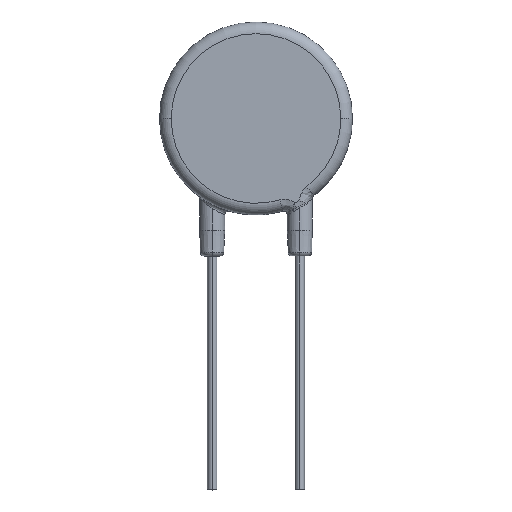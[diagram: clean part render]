
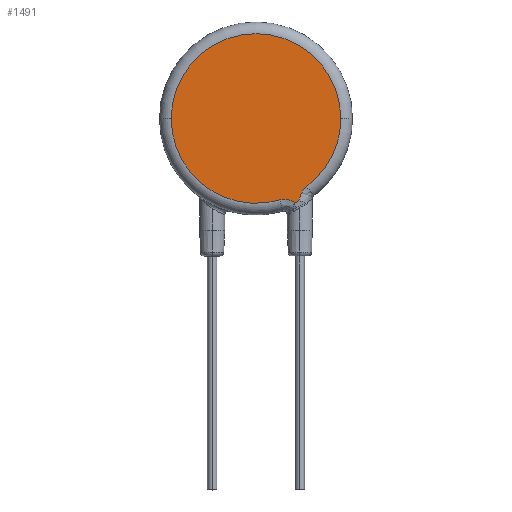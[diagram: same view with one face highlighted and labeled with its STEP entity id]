
A CAD part, top view. The second image highlights one B-rep face of the part: STEP entity #1491.
In plain terms, the highlighted planar face has unit normal (0, 0, 1).
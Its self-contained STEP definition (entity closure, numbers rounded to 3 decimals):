
#20 = EDGE_CURVE ( 'NONE', #204, #1766, #35, .T. ) ;
#35 = B_SPLINE_CURVE_WITH_KNOTS ( 'NONE', 3,
 ( #569, #1458, #1804, #731, #2194, #185, #385, #1434, #1632, #1831 ),
 .UNSPECIFIED., .F., .F.,
 ( 4, 2, 2, 2, 4 ),
 ( 0.002, 0.002, 0.003, 0.003, 0.003 ),
 .UNSPECIFIED. ) ;
#55 = CARTESIAN_POINT ( 'NONE',  ( 3.251, 4.593, 2.2 ) ) ;
#78 = B_SPLINE_CURVE_WITH_KNOTS ( 'NONE', 3,
 ( #845, #1006, #482, #1217, #2098, #1374, #1200, #671 ),
 .UNSPECIFIED., .F., .F.,
 ( 4, 2, 2, 4 ),
 ( 0., 0., 0., 0. ),
 .UNSPECIFIED. ) ;
#144 = AXIS2_PLACEMENT_3D ( 'NONE', #844, #2106, #659 ) ;
#185 = CARTESIAN_POINT ( 'NONE',  ( 3.954, 5.512, 2.2 ) ) ;
#204 = VERTEX_POINT ( 'NONE', #2258 ) ;
#226 = CARTESIAN_POINT ( 'NONE',  ( 2.899, 4.756, 2.2 ) ) ;
#297 = ORIENTED_EDGE ( 'NONE', *, *, #20, .T. ) ;
#344 = CIRCLE ( 'NONE', #144, 7.25 ) ;
#377 = AXIS2_PLACEMENT_3D ( 'NONE', #1800, #1987, #904 ) ;
#385 = CARTESIAN_POINT ( 'NONE',  ( 4.016, 5.611, 2.2 ) ) ;
#412 = CARTESIAN_POINT ( 'NONE',  ( 2.792, 4.791, 2.2 ) ) ;
#439 = B_SPLINE_CURVE_WITH_KNOTS ( 'NONE', 3,
 ( #1312, #1671, #597, #1144, #1327, #412, #226, #2209, #1855, #772, #55, #1863 ),
 .UNSPECIFIED., .F., .F.,
 ( 4, 2, 2, 2, 2, 4 ),
 ( 0., 0., 0.001, 0.001, 0.001, 0.001 ),
 .UNSPECIFIED. ) ;
#465 = DIRECTION ( 'NONE',  ( 1., 0., 0. ) ) ;
#475 = DIRECTION ( 'NONE',  ( 0., 0., 1. ) ) ;
#482 = CARTESIAN_POINT ( 'NONE',  ( 3.443, 4.595, 2.2 ) ) ;
#488 = PLANE ( 'NONE',  #1426 ) ;
#569 = CARTESIAN_POINT ( 'NONE',  ( 3.663, 4.764, 2.2 ) ) ;
#597 = CARTESIAN_POINT ( 'NONE',  ( 2.244, 4.837, 2.2 ) ) ;
#659 = DIRECTION ( 'NONE',  ( 1., 0., 0. ) ) ;
#671 = CARTESIAN_POINT ( 'NONE',  ( 3.663, 4.764, 2.2 ) ) ;
#731 = CARTESIAN_POINT ( 'NONE',  ( 3.814, 5.199, 2.2 ) ) ;
#772 = CARTESIAN_POINT ( 'NONE',  ( 3.202, 4.618, 2.2 ) ) ;
#817 = EDGE_CURVE ( 'NONE', #1793, #1994, #344, .T. ) ;
#844 = CARTESIAN_POINT ( 'NONE',  ( 0., 11.75, 2.2 ) ) ;
#845 = CARTESIAN_POINT ( 'NONE',  ( 3.303, 4.573, 2.2 ) ) ;
#890 = ORIENTED_EDGE ( 'NONE', *, *, #1042, .T. ) ;
#904 = DIRECTION ( 'NONE',  ( 1., 0., 0. ) ) ;
#907 = CIRCLE ( 'NONE', #377, 7.25 ) ;
#1004 = ORIENTED_EDGE ( 'NONE', *, *, #817, .T. ) ;
#1006 = CARTESIAN_POINT ( 'NONE',  ( 3.374, 4.574, 2.2 ) ) ;
#1011 = DIRECTION ( 'NONE',  ( 1., 0., 0. ) ) ;
#1042 = EDGE_CURVE ( 'NONE', #1994, #1278, #907, .T. ) ;
#1137 = CARTESIAN_POINT ( 'NONE',  ( -7.25, 11.75, 2.2 ) ) ;
#1144 = CARTESIAN_POINT ( 'NONE',  ( 2.465, 4.845, 2.2 ) ) ;
#1191 = FACE_OUTER_BOUND ( 'NONE', #2157, .T. ) ;
#1195 = ORIENTED_EDGE ( 'NONE', *, *, #1415, .T. ) ;
#1198 = ORIENTED_EDGE ( 'NONE', *, *, #1475, .T. ) ;
#1200 = CARTESIAN_POINT ( 'NONE',  ( 3.648, 4.731, 2.2 ) ) ;
#1217 = CARTESIAN_POINT ( 'NONE',  ( 3.538, 4.642, 2.2 ) ) ;
#1278 = VERTEX_POINT ( 'NONE', #2221 ) ;
#1298 = VERTEX_POINT ( 'NONE', #2095 ) ;
#1312 = CARTESIAN_POINT ( 'NONE',  ( 2.025, 4.788, 2.2 ) ) ;
#1325 = CIRCLE ( 'NONE', #1682, 7.25 ) ;
#1327 = CARTESIAN_POINT ( 'NONE',  ( 2.575, 4.835, 2.2 ) ) ;
#1374 = CARTESIAN_POINT ( 'NONE',  ( 3.623, 4.706, 2.2 ) ) ;
#1390 = CARTESIAN_POINT ( 'NONE',  ( 0., 11.75, 2.2 ) ) ;
#1415 = EDGE_CURVE ( 'NONE', #1766, #1793, #1325, .T. ) ;
#1426 = AXIS2_PLACEMENT_3D ( 'NONE', #1390, #475, #465 ) ;
#1434 = CARTESIAN_POINT ( 'NONE',  ( 4.16, 5.79, 2.2 ) ) ;
#1458 = CARTESIAN_POINT ( 'NONE',  ( 3.708, 4.869, 2.2 ) ) ;
#1475 = EDGE_CURVE ( 'NONE', #1298, #204, #78, .T. ) ;
#1491 = ADVANCED_FACE ( 'NONE', ( #1191 ), #488, .T. ) ;
#1562 = DIRECTION ( 'NONE',  ( 0., 0., 1. ) ) ;
#1632 = CARTESIAN_POINT ( 'NONE',  ( 4.242, 5.869, 2.2 ) ) ;
#1671 = CARTESIAN_POINT ( 'NONE',  ( 2.132, 4.82, 2.2 ) ) ;
#1682 = AXIS2_PLACEMENT_3D ( 'NONE', #2266, #1562, #1011 ) ;
#1703 = ORIENTED_EDGE ( 'NONE', *, *, #2073, .T. ) ;
#1766 = VERTEX_POINT ( 'NONE', #1901 ) ;
#1793 = VERTEX_POINT ( 'NONE', #2252 ) ;
#1800 = CARTESIAN_POINT ( 'NONE',  ( 0., 11.75, 2.2 ) ) ;
#1804 = CARTESIAN_POINT ( 'NONE',  ( 3.741, 4.981, 2.2 ) ) ;
#1831 = CARTESIAN_POINT ( 'NONE',  ( 4.335, 5.939, 2.2 ) ) ;
#1855 = CARTESIAN_POINT ( 'NONE',  ( 3.102, 4.667, 2.2 ) ) ;
#1863 = CARTESIAN_POINT ( 'NONE',  ( 3.303, 4.573, 2.2 ) ) ;
#1901 = CARTESIAN_POINT ( 'NONE',  ( 4.335, 5.939, 2.2 ) ) ;
#1987 = DIRECTION ( 'NONE',  ( 0., 0., 1. ) ) ;
#1994 = VERTEX_POINT ( 'NONE', #1137 ) ;
#2073 = EDGE_CURVE ( 'NONE', #1278, #1298, #439, .T. ) ;
#2095 = CARTESIAN_POINT ( 'NONE',  ( 3.303, 4.573, 2.2 ) ) ;
#2098 = CARTESIAN_POINT ( 'NONE',  ( 3.568, 4.661, 2.2 ) ) ;
#2106 = DIRECTION ( 'NONE',  ( 0., 0., 1. ) ) ;
#2157 = EDGE_LOOP ( 'NONE', ( #1195, #1004, #890, #1703, #1198, #297 ) ) ;
#2194 = CARTESIAN_POINT ( 'NONE',  ( 3.853, 5.306, 2.2 ) ) ;
#2209 = CARTESIAN_POINT ( 'NONE',  ( 3.052, 4.691, 2.2 ) ) ;
#2221 = CARTESIAN_POINT ( 'NONE',  ( 2.025, 4.788, 2.2 ) ) ;
#2252 = CARTESIAN_POINT ( 'NONE',  ( 7.25, 11.75, 2.2 ) ) ;
#2258 = CARTESIAN_POINT ( 'NONE',  ( 3.663, 4.764, 2.2 ) ) ;
#2266 = CARTESIAN_POINT ( 'NONE',  ( 0., 11.75, 2.2 ) ) ;
